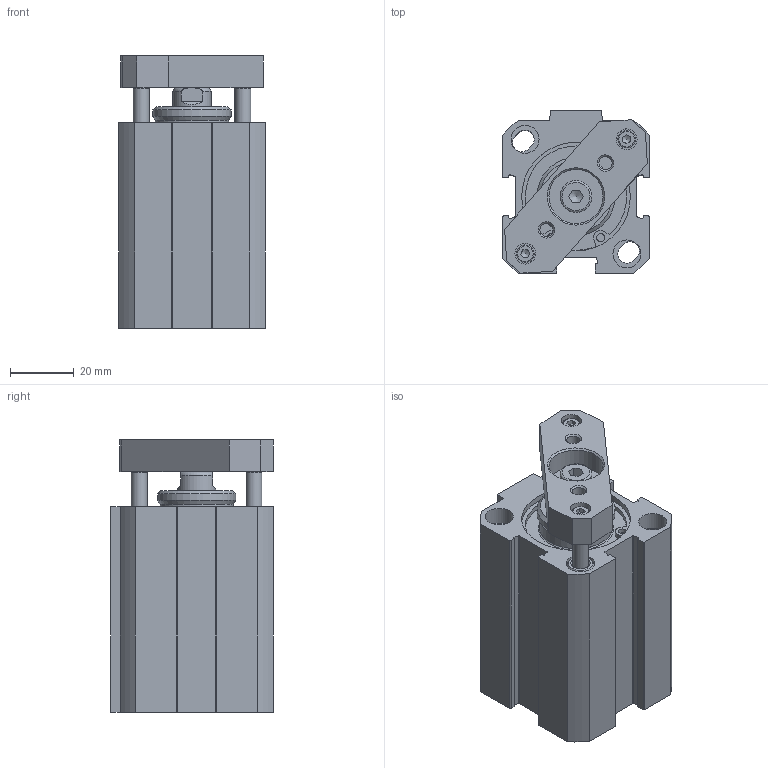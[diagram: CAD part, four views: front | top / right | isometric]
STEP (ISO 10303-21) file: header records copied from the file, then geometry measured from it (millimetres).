
FILE_DESCRIPTION((''),'2;1');
FILE_NAME('FDMA032.025.GS.F.stp','2016-03-22T08:43:43',('carlo.corazza'),(''),'Autodesk Inventor 2013','Autodesk Inventor 2013','');
FILE_SCHEMA(('AUTOMOTIVE_DESIGN { 1 0 10303 214 1 1 1 1 }'));
Length unit declared in the file: millimetre
Products named in the file (7): FDMA032..GS.F; COLONNETTE-025; CORPO-025; STAFFA; STELO-025; TA; TP
Assembly tree (7 placements, depth 2):
  FDMA032..GS.F
    COLONNETTE-025  x2
    CORPO-025
    STAFFA
    STELO-025
    TA
    TP
Bounding box: 46 x 51.08 x 85.5 mm (x, y, z)
Volume: 90679.7 mm3; surface area: 47824.3 mm2
Topology: 9 solids, 10 shells, 310 faces, 709 edges, 450 vertices
Faces by surface type: plane 135, cylinder 101, cone 58, torus 16
Full cylindrical faces by diameter (mm): 1.6 x2, 2.459 x2, 2.5 x4, 3 x2, 3.5 x2, 4.134 x2, 4.917 x2, 5 x4, 5.5 x2, 6.25 x1, 6.5 x2, 8.566 x2, 8.7 x2, 8.8 x6, 9 x2, 10 x1, 12 x1, 12.54 x1, 13.7 x1, 14 x1, 16.32 x1, 16.5 x1, 17 x1, 23 x2, 24.5 x1, 32 x1, 33.7 x4, 34.1 x2, 35.8 x2
Entity records: 8245 total; most frequent: CARTESIAN_POINT 1432, DIRECTION 1412, ORIENTED_EDGE 1086, AXIS2_PLACEMENT_3D 577, EDGE_CURVE 543, EDGE_LOOP 482, VERTEX_POINT 415, FACE_OUTER_BOUND 302
